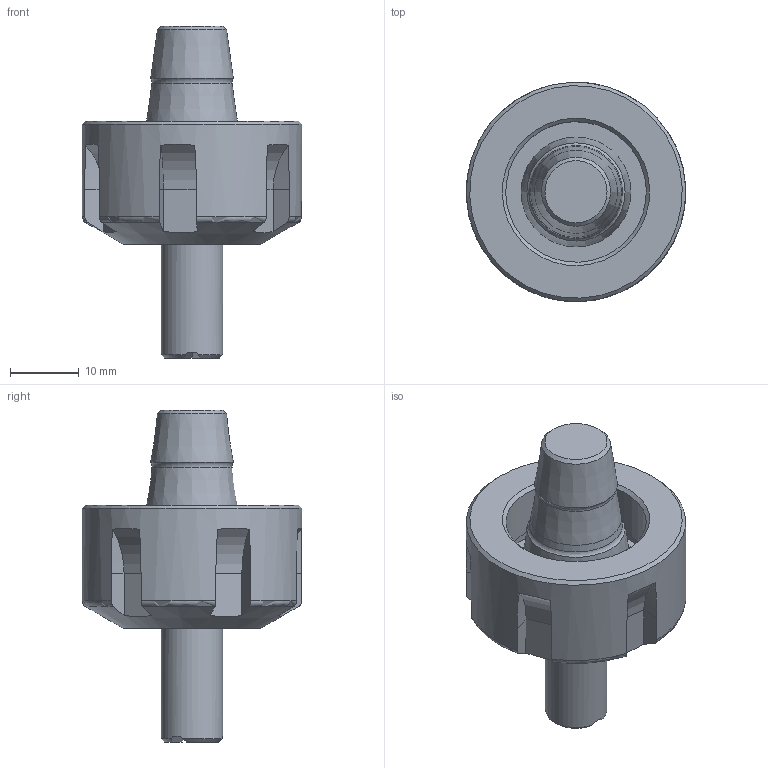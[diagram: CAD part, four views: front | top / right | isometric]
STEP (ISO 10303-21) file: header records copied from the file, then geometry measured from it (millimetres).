
FILE_DESCRIPTION(/* description */ (''),/* implementation_level */ '2;1');
FILE_NAME(/* name */ '335.14-ER16-09-022.stp',/* time_stamp */ '2018-02-26T11:08:42+06:00',/* author */ (''),/* organization */ (''),/* preprocessor_version */ 'ST-DEVELOPER v16',/* originating_system */ 'SIEMENS PLM Software NX 11.0',/* authorisation */ '');
FILE_SCHEMA (('AUTOMOTIVE_DESIGN { 1 0 10303 214 3 1 1 1 }'));
Length unit declared in the file: millimetre
Products named in the file (1): 335.14-ER16-09-022
Bounding box: 31.97 x 31.99 x 48.41 mm (x, y, z)
Volume: 13142.9 mm3; surface area: 6899.7 mm2
Topology: 3 solids, 3 shells, 101 faces, 250 edges, 162 vertices
Faces by surface type: plane 42, cone 26, cylinder 17, torus 9, bspline 7
Full cylindrical faces by diameter (mm): 9 x1, 12.5 x1, 13.8 x1, 16 x2, 19 x1, 20.5 x1, 22.55 x1, 32 x1
Entity records: 3888 total; most frequent: CARTESIAN_POINT 1760, ORIENTED_EDGE 438, DIRECTION 383, EDGE_CURVE 219, AXIS2_PLACEMENT_3D 161, VERTEX_POINT 154, EDGE_LOOP 133, ADVANCED_FACE 101
